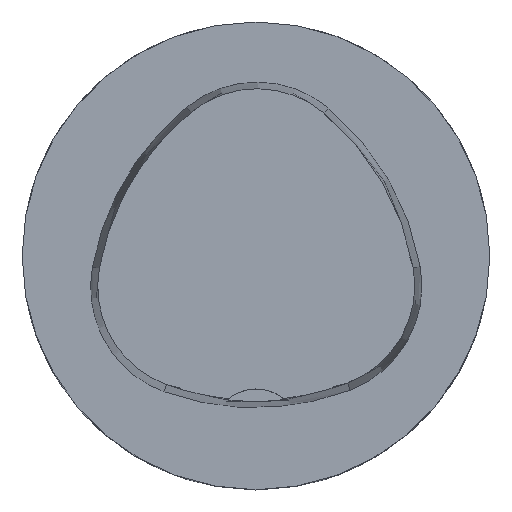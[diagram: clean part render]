
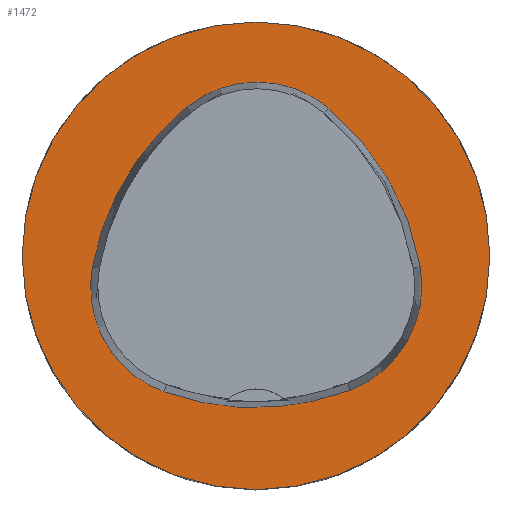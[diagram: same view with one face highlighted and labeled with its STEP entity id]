
A CAD part, top view. The second image highlights one B-rep face of the part: STEP entity #1472.
In plain terms, the highlighted planar face has unit normal (0, 0, 1).
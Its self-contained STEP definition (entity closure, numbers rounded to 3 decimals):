
#1472=ADVANCED_FACE('',(#2036,#2037),#1756,.T.);
#1756=PLANE('',#5666);
#2036=FACE_BOUND('',#2125,.T.);
#2037=FACE_BOUND('',#2126,.T.);
#2125=EDGE_LOOP('',(#2606,#2607,#2608,#2609,#2610,#2611));
#2126=EDGE_LOOP('',(#2612));
#2606=ORIENTED_EDGE('',*,*,#4724,.T.);
#2607=ORIENTED_EDGE('',*,*,#4704,.T.);
#2608=ORIENTED_EDGE('',*,*,#4708,.T.);
#2609=ORIENTED_EDGE('',*,*,#4711,.T.);
#2610=ORIENTED_EDGE('',*,*,#4714,.T.);
#2611=ORIENTED_EDGE('',*,*,#4722,.T.);
#2612=ORIENTED_EDGE('',*,*,#4695,.F.);
#4122=VERTEX_POINT('',#7853);
#4131=VERTEX_POINT('',#7872);
#4132=VERTEX_POINT('',#7873);
#4135=VERTEX_POINT('',#7881);
#4137=VERTEX_POINT('',#7887);
#4139=VERTEX_POINT('',#7893);
#4146=VERTEX_POINT('',#7914);
#4695=EDGE_CURVE('',#4122,#4122,#5451,.T.);
#4704=EDGE_CURVE('',#4131,#4132,#5452,.T.);
#4708=EDGE_CURVE('',#4132,#4135,#5454,.T.);
#4711=EDGE_CURVE('',#4135,#4137,#5456,.T.);
#4714=EDGE_CURVE('',#4137,#4139,#5458,.T.);
#4722=EDGE_CURVE('',#4139,#4146,#5462,.T.);
#4724=EDGE_CURVE('',#4146,#4131,#5464,.T.);
#5451=CIRCLE('',#5638,31.5);
#5452=CIRCLE('',#5644,36.);
#5454=CIRCLE('',#5647,15.);
#5456=CIRCLE('',#5650,36.);
#5458=CIRCLE('',#5653,15.);
#5462=CIRCLE('',#5658,36.);
#5464=CIRCLE('',#5661,15.);
#5638=AXIS2_PLACEMENT_3D('',#7852,#6231,#6232);
#5644=AXIS2_PLACEMENT_3D('',#7871,#6247,#6248);
#5647=AXIS2_PLACEMENT_3D('',#7880,#6255,#6256);
#5650=AXIS2_PLACEMENT_3D('',#7886,#6262,#6263);
#5653=AXIS2_PLACEMENT_3D('',#7892,#6269,#6270);
#5658=AXIS2_PLACEMENT_3D('',#7915,#6281,#6282);
#5661=AXIS2_PLACEMENT_3D('',#7918,#6287,#6288);
#5666=AXIS2_PLACEMENT_3D('',#7923,#6297,#6298);
#6231=DIRECTION('',(0.,0.,-1.));
#6232=DIRECTION('',(-1.,0.,0.));
#6247=DIRECTION('',(0.,0.,-1.));
#6248=DIRECTION('',(-1.,0.,0.));
#6255=DIRECTION('',(0.,0.,-1.));
#6256=DIRECTION('',(-1.,0.,0.));
#6262=DIRECTION('',(0.,0.,-1.));
#6263=DIRECTION('',(-1.,0.,0.));
#6269=DIRECTION('',(0.,0.,-1.));
#6270=DIRECTION('',(-1.,0.,0.));
#6281=DIRECTION('',(0.,0.,-1.));
#6282=DIRECTION('',(-1.,0.,0.));
#6287=DIRECTION('',(0.,0.,-1.));
#6288=DIRECTION('',(-1.,0.,0.));
#6297=DIRECTION('',(0.,0.,1.));
#6298=DIRECTION('',(1.,0.,0.));
#7852=CARTESIAN_POINT('',(0.,0.,0.));
#7853=CARTESIAN_POINT('',(-31.5,0.,0.));
#7871=CARTESIAN_POINT('',(13.398,-7.893,0.));
#7872=CARTESIAN_POINT('',(-22.041,-1.562,0.));
#7873=CARTESIAN_POINT('',(-9.317,20.036,0.));
#7880=CARTESIAN_POINT('',(0.148,8.399,0.));
#7881=CARTESIAN_POINT('',(9.779,19.898,0.));
#7886=CARTESIAN_POINT('',(-13.337,-7.7,0.));
#7887=CARTESIAN_POINT('',(22.122,-1.48,0.));
#7892=CARTESIAN_POINT('',(7.347,-4.071,0.));
#7893=CARTESIAN_POINT('',(12.693,-18.087,0.));
#7914=CARTESIAN_POINT('',(-12.373,-18.307,0.));
#7915=CARTESIAN_POINT('',(-0.137,15.55,0.));
#7918=CARTESIAN_POINT('',(-7.275,-4.2,0.));
#7923=CARTESIAN_POINT('',(0.,0.,0.));
